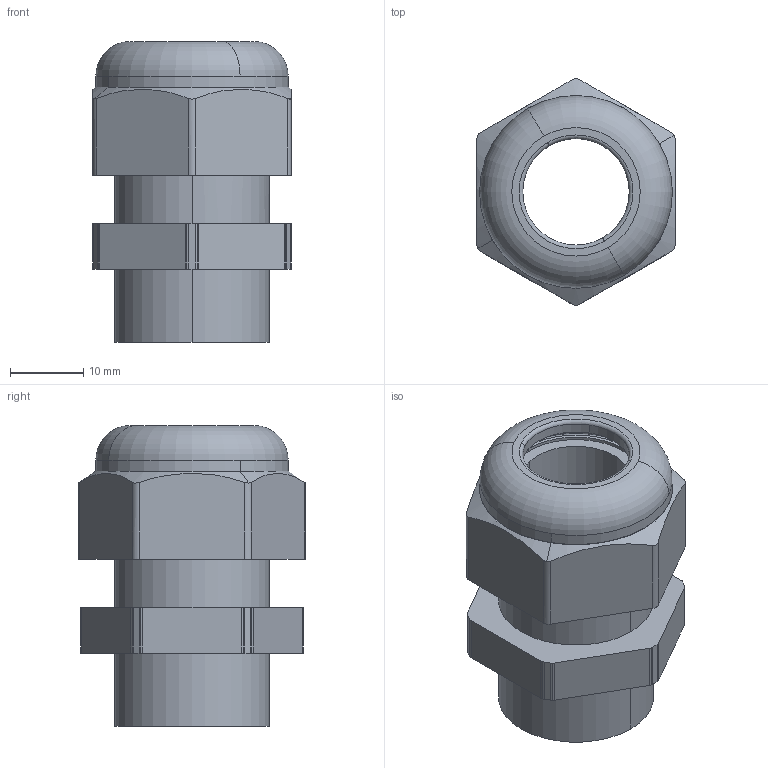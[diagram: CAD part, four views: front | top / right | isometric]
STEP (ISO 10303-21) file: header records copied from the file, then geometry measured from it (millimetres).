
FILE_DESCRIPTION(('CATIA V5 STEP Exchange','CAx-IF Rec.Pracs.--- Model Styling and Organization---1.4--- 2014-01-23'),'2;1');
FILE_NAME ('D1452850_1_1569010000_1569010000.stp','2024-02-13T11:03:20+00:00',('none'),('Weidmueller'),'CATIA Version 5-6 Release 2016 SP3 HF44','CATIA V5 STEP AP214','none');
FILE_SCHEMA(('AUTOMOTIVE_DESIGN { 1 0 10303 214 1 1 1 1 }'));
Length unit declared in the file: millimetre
Products named in the file (1): VG_16
Bounding box: 27 x 30.87 x 41 mm (x, y, z)
Volume: 10285.8 mm3; surface area: 10070.3 mm2
Topology: 2 solids, 2 shells, 105 faces, 270 edges, 178 vertices
Faces by surface type: cylinder 56, plane 31, cone 10, torus 8
Entity records: 3530 total; most frequent: CARTESIAN_POINT 949, ORIENTED_EDGE 540, DIRECTION 416, EDGE_CURVE 270, AXIS2_PLACEMENT_3D 198, VERTEX_POINT 178, VECTOR 118, EDGE_LOOP 118
